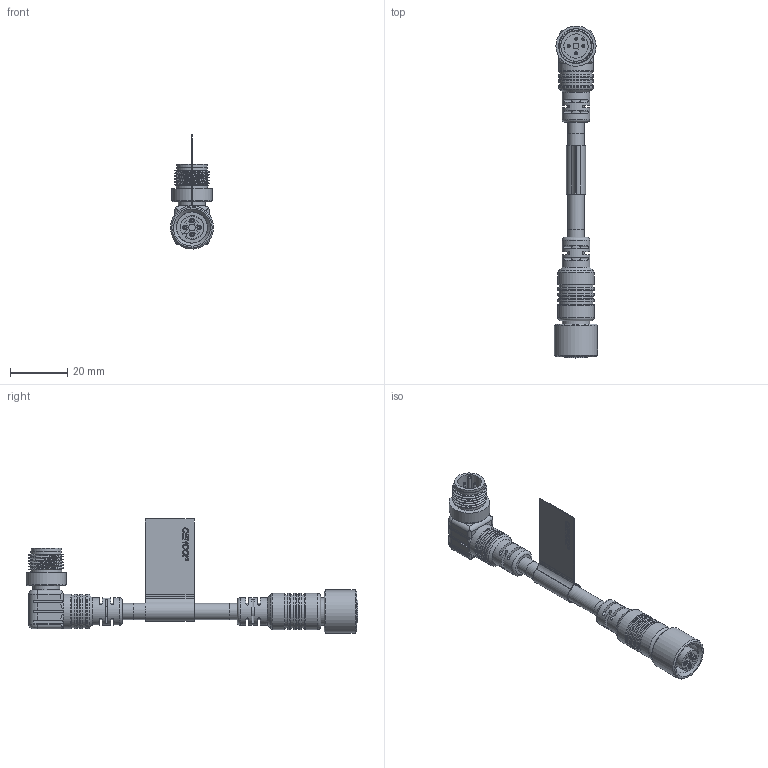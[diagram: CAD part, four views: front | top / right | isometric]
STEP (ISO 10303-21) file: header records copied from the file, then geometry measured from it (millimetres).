
FILE_DESCRIPTION(/* description */ ('Unknown'),/* implementation_level */ '2;1');
FILE_NAME(/* name */ 'K14-12PV-12UR',/* time_stamp */ '2023-04-11T13:21:47+05:00',/* author */ ('Unknown'),/* organization */ ('Unknown'),/* preprocessor_version */ 'ST-DEVELOPER v16.7',/* originating_system */ 'Solid Edge',/* authorisation */ 'Unknown');
FILE_SCHEMA (('AUTOMOTIVE_DESIGN {1 0 10303 214 3 1 1}'));
Length unit declared in the file: millimetre
Products named in the file (21): K14-12UV-12PR; 47.015.000 Ñîåäèíèòåëüíûé êàáåëü ñ îäíèì ðàçúåìîì Ñ14-12ÏÐ-03...; Ý6.025-03 Êàáåëü; 47.009.100 Ðîçåòêà ñîåäèíèòåëüíîãî êàáåëÿ ñ îäíèì ðàçúåìîì; Ä0.014 Äåðæàòåëü; Ý0.023 Ãíåçäî; Ê1.040 Ãàéêà ïðèñîåäèòåëüíàÿ; Êîðïóñ ðàçú¸ìà ïðÿìîé; Ýòèêåòêà 70õ17 íà êàáåëü Ô6,2; 47.010.000 Ñîåäèíèòåëüíûé êàáåëü ñ îäíèì ðàçúåìîì Ñ14-12ÓÂ-03-...; Ýòèêåòêà 70õ17 íà êàáåëü Ô6,5; Êîðïóñ ðàçú¸ìà óãëîâîé; Ï6.005.01 Ïëàòà ïå÷àòíàÿ; 47.010.100 Âèëêà ñîåäèíèòåëüíîãî êàáåëÿ ñ îäíèì ðàçúåìîì; Â0.106 Âòóëêà; 10.010.105 Âèëêà ðàçú¸ìà; Êîðïóñ âèëêè ðàçúåìà; Ý0.022 Êîíòàêò_oa_0; Ý0.022 Êîíòàêò_oa_1; Ý0.022 Êîíòàêò_oa_2; Ý0.022 Êîíòàêò_oa_3
Assembly tree (24 placements, depth 5):
  K14-12UV-12PR
    47.015.000 Ñîåäèíèòåëüíûé êàáåëü ñ îäíèì ðàçúåìîì Ñ14-12ÏÐ-03...
      Ý6.025-03 Êàáåëü
      47.009.100 Ðîçåòêà ñîåäèíèòåëüíîãî êàáåëÿ ñ îäíèì ðàçúåìîì
        Ä0.014 Äåðæàòåëü
        Ý0.023 Ãíåçäî  x4
        Ê1.040 Ãàéêà ïðèñîåäèòåëüíàÿ
      Êîðïóñ ðàçú¸ìà ïðÿìîé
      Ýòèêåòêà 70õ17 íà êàáåëü Ô6,2
    47.010.000 Ñîåäèíèòåëüíûé êàáåëü ñ îäíèì ðàçúåìîì Ñ14-12ÓÂ-03-...
      Ýòèêåòêà 70õ17 íà êàáåëü Ô6,5
      Êîðïóñ ðàçú¸ìà óãëîâîé
      Ý6.025-03 Êàáåëü
      Ï6.005.01 Ïëàòà ïå÷àòíàÿ
      47.010.100 Âèëêà ñîåäèíèòåëüíîãî êàáåëÿ ñ îäíèì ðàçúåìîì
        Â0.106 Âòóëêà
        10.010.105 Âèëêà ðàçú¸ìà
          Êîðïóñ âèëêè ðàçúåìà
          Ý0.022 Êîíòàêò_oa_0
          Ý0.022 Êîíòàêò_oa_1
          Ý0.022 Êîíòàêò_oa_2
          Ý0.022 Êîíòàêò_oa_3
Bounding box: 14.98 x 115.5 x 39.69 mm (x, y, z)
Volume: 11228 mm3; surface area: 16072.7 mm2
Topology: 23 solids, 23 shells, 751 faces, 1756 edges, 1144 vertices
Faces by surface type: plane 392, cylinder 247, bspline 40, torus 39, cone 33
Full cylindrical faces by diameter (mm): 0.9 x4, 1 x20, 1.1 x12, 1.2 x8, 1.4 x20, 1.5 x4, 1.6 x8, 1.62 x4, 1.7 x4, 1.73 x4, 2.4 x1, 5.4 x1, 5.6 x3, 8.2 x4, 8.45 x1, 9.45 x2, 9.5 x5, 9.6 x2, 9.65 x1, 10.5 x1, 10.6 x1, 10.8 x2, 10.917 x1, 11.2 x3, 11.8 x4, 12 x4, 12.6 x5, 13 x1, 14 x1, 15 x1
Entity records: 20204 total; most frequent: CARTESIAN_POINT 5658, DIRECTION 2800, ORIENTED_EDGE 2460, EDGE_CURVE 1230, AXIS2_PLACEMENT_3D 1094, FACE_BOUND 954, EDGE_LOOP 948, VERTEX_POINT 892
